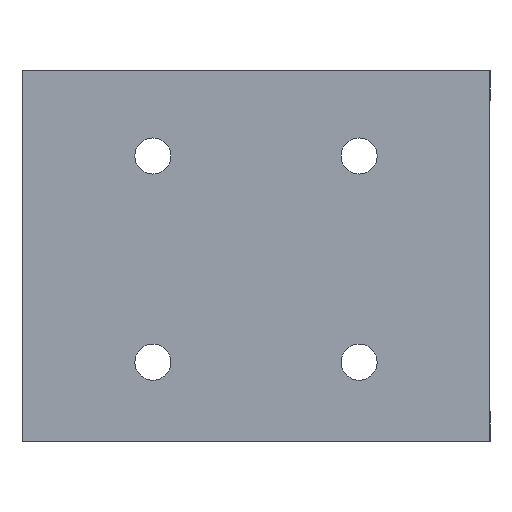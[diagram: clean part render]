
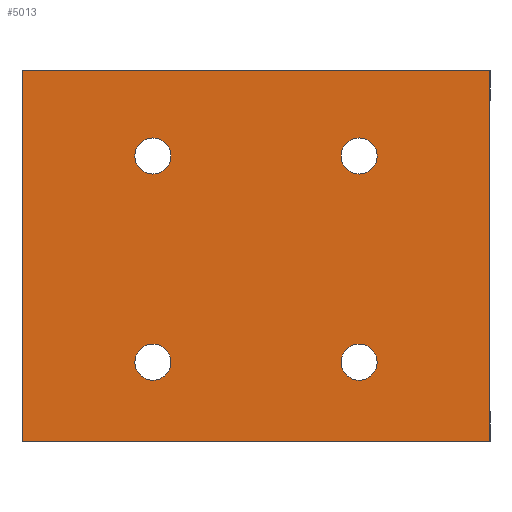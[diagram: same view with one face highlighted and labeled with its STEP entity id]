
A CAD part, front view. The second image highlights one B-rep face of the part: STEP entity #5013.
In plain terms, the highlighted planar face has unit normal (0, -1, 0).
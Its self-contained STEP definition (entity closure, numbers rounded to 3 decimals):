
#21=FACE_BOUND('',#598,.T.);
#22=FACE_BOUND('',#599,.T.);
#23=FACE_BOUND('',#600,.T.);
#24=FACE_BOUND('',#601,.T.);
#46=PLANE('',#5332);
#321=FACE_OUTER_BOUND('',#597,.T.);
#597=EDGE_LOOP('',(#4435,#4436,#4437,#4438));
#598=EDGE_LOOP('',(#4439));
#599=EDGE_LOOP('',(#4440));
#600=EDGE_LOOP('',(#4441));
#601=EDGE_LOOP('',(#4442));
#645=CIRCLE('',#5288,1.75);
#647=CIRCLE('',#5291,1.75);
#668=CIRCLE('',#5333,1.75);
#669=CIRCLE('',#5334,1.75);
#1387=LINE('',#21790,#1645);
#1388=LINE('',#21792,#1646);
#1389=LINE('',#21794,#1647);
#1390=LINE('',#21795,#1648);
#1645=VECTOR('',#6177,10.);
#1646=VECTOR('',#6178,10.);
#1647=VECTOR('',#6179,10.);
#1648=VECTOR('',#6180,10.);
#2125=VERTEX_POINT('',#16211);
#2127=VERTEX_POINT('',#16217);
#2171=VERTEX_POINT('',#21788);
#2172=VERTEX_POINT('',#21789);
#2173=VERTEX_POINT('',#21791);
#2174=VERTEX_POINT('',#21793);
#2175=VERTEX_POINT('',#21796);
#2176=VERTEX_POINT('',#21798);
#2861=EDGE_CURVE('',#2125,#2125,#645,.T.);
#2864=EDGE_CURVE('',#2127,#2127,#647,.T.);
#2942=EDGE_CURVE('',#2171,#2172,#1387,.T.);
#2943=EDGE_CURVE('',#2173,#2171,#1388,.T.);
#2944=EDGE_CURVE('',#2174,#2173,#1389,.T.);
#2945=EDGE_CURVE('',#2172,#2174,#1390,.T.);
#2946=EDGE_CURVE('',#2175,#2175,#668,.T.);
#2947=EDGE_CURVE('',#2176,#2176,#669,.T.);
#4435=ORIENTED_EDGE('',*,*,#2942,.F.);
#4436=ORIENTED_EDGE('',*,*,#2943,.F.);
#4437=ORIENTED_EDGE('',*,*,#2944,.F.);
#4438=ORIENTED_EDGE('',*,*,#2945,.F.);
#4439=ORIENTED_EDGE('',*,*,#2861,.T.);
#4440=ORIENTED_EDGE('',*,*,#2864,.T.);
#4441=ORIENTED_EDGE('',*,*,#2946,.F.);
#4442=ORIENTED_EDGE('',*,*,#2947,.F.);
#5013=ADVANCED_FACE('',(#321,#21,#22,#23,#24),#46,.F.);
#5288=AXIS2_PLACEMENT_3D('',#16212,#6053,#6054);
#5291=AXIS2_PLACEMENT_3D('',#16218,#6060,#6061);
#5332=AXIS2_PLACEMENT_3D('',#21787,#6175,#6176);
#5333=AXIS2_PLACEMENT_3D('',#21797,#6181,#6182);
#5334=AXIS2_PLACEMENT_3D('',#21799,#6183,#6184);
#6053=DIRECTION('center_axis',(0.,1.,0.));
#6054=DIRECTION('ref_axis',(1.,0.,0.));
#6060=DIRECTION('center_axis',(0.,1.,0.));
#6061=DIRECTION('ref_axis',(1.,0.,0.));
#6175=DIRECTION('center_axis',(0.,1.,0.));
#6176=DIRECTION('ref_axis',(-1.,0.,0.));
#6177=DIRECTION('',(1.,0.,0.));
#6178=DIRECTION('',(0.,0.,1.));
#6179=DIRECTION('',(-1.,0.,0.));
#6180=DIRECTION('',(0.,0.,-1.));
#6181=DIRECTION('center_axis',(0.,-1.,0.));
#6182=DIRECTION('ref_axis',(-1.,0.,0.));
#6183=DIRECTION('center_axis',(0.,-1.,0.));
#6184=DIRECTION('ref_axis',(-1.,0.,0.));
#16211=CARTESIAN_POINT('',(9.05,282.9,-14.378));
#16212=CARTESIAN_POINT('Origin',(10.8,282.9,-14.378));
#16217=CARTESIAN_POINT('',(9.05,282.9,5.622));
#16218=CARTESIAN_POINT('Origin',(10.8,282.9,5.622));
#21787=CARTESIAN_POINT('Origin',(0.8,282.9,-4.378));
#21788=CARTESIAN_POINT('',(-21.9,282.9,13.923));
#21789=CARTESIAN_POINT('',(23.5,282.9,13.923));
#21790=CARTESIAN_POINT('',(17.,282.9,13.923));
#21791=CARTESIAN_POINT('',(-21.9,282.9,-22.077));
#21792=CARTESIAN_POINT('',(-21.9,282.9,10.923));
#21793=CARTESIAN_POINT('',(23.5,282.9,-22.077));
#21794=CARTESIAN_POINT('',(-15.4,282.9,-22.077));
#21795=CARTESIAN_POINT('',(23.5,282.9,-19.077));
#21796=CARTESIAN_POINT('',(-7.45,282.9,-14.378));
#21797=CARTESIAN_POINT('Origin',(-9.2,282.9,-14.378));
#21798=CARTESIAN_POINT('',(-7.45,282.9,5.622));
#21799=CARTESIAN_POINT('Origin',(-9.2,282.9,5.622));
